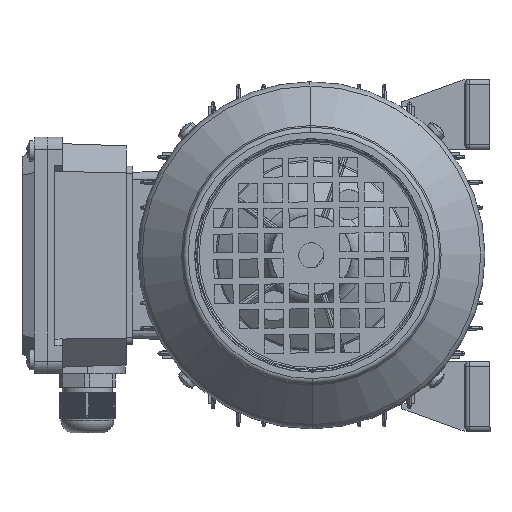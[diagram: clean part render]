
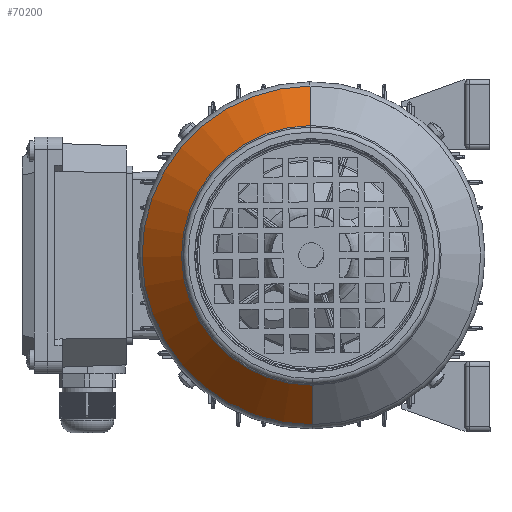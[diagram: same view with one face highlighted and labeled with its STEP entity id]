
A CAD part, left-side view. The second image highlights one B-rep face of the part: STEP entity #70200.
In plain terms, the highlighted conical face has half-angle 45 degrees and reference radius 51.586 mm.
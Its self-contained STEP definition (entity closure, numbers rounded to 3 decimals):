
#70030 = EDGE_CURVE ( 'NONE', #70035, #70219, #131794, .T. ) ;
#70035 = VERTEX_POINT ( 'NONE', #131780 ) ;
#70037 = ORIENTED_EDGE ( 'NONE', *, *, #70040, .F. ) ;
#70040 = EDGE_CURVE ( 'NONE', #70094, #70035, #131771, .T. ) ;
#70092 = VERTEX_POINT ( 'NONE', #131941 ) ;
#70094 = VERTEX_POINT ( 'NONE', #131940 ) ;
#70124 = EDGE_LOOP ( 'NONE', ( #70204, #70213, #70222, #70037 ) ) ;
#70200 = ADVANCED_FACE ( 'NONE', ( #132194 ), #132193, .T. ) ;
#70204 = ORIENTED_EDGE ( 'NONE', *, *, #70205, .T. ) ;
#70205 = EDGE_CURVE ( 'NONE', #70094, #70092, #132170, .T. ) ;
#70213 = ORIENTED_EDGE ( 'NONE', *, *, #70218, .T. ) ;
#70218 = EDGE_CURVE ( 'NONE', #70092, #70219, #132154, .T. ) ;
#70219 = VERTEX_POINT ( 'NONE', #132149 ) ;
#70222 = ORIENTED_EDGE ( 'NONE', *, *, #70030, .F. ) ;
#131768 = DIRECTION ( 'NONE',  ( -0.707, 0., 0.707 ) ) ;
#131769 = VECTOR ( 'NONE', #131768, 1000. ) ;
#131770 = CARTESIAN_POINT ( 'NONE',  ( 69.414, 0., 51.586 ) ) ;
#131771 = LINE ( 'NONE', #131770, #131769 ) ;
#131780 = CARTESIAN_POINT ( 'NONE',  ( 53.713, 0., 67.287 ) ) ;
#131782 = DIRECTION ( 'NONE',  ( 0., 0., 1. ) ) ;
#131784 = DIRECTION ( 'NONE',  ( -1., 0., 0. ) ) ;
#131786 = CARTESIAN_POINT ( 'NONE',  ( 53.713, 0., 0. ) ) ;
#131788 = AXIS2_PLACEMENT_3D ( 'NONE', #131786, #131784, #131782 ) ;
#131794 = CIRCLE ( 'NONE', #131788, 67.287 ) ;
#131940 = CARTESIAN_POINT ( 'NONE',  ( 69.414, 0., 51.586 ) ) ;
#131941 = CARTESIAN_POINT ( 'NONE',  ( 69.414, 0., -51.586 ) ) ;
#132149 = CARTESIAN_POINT ( 'NONE',  ( 53.713, 0., -67.287 ) ) ;
#132150 = DIRECTION ( 'NONE',  ( -0.707, 0., -0.707 ) ) ;
#132151 = VECTOR ( 'NONE', #132150, 1000. ) ;
#132153 = CARTESIAN_POINT ( 'NONE',  ( 69.414, 0., -51.586 ) ) ;
#132154 = LINE ( 'NONE', #132153, #132151 ) ;
#132166 = DIRECTION ( 'NONE',  ( 0., 0., 1. ) ) ;
#132167 = DIRECTION ( 'NONE',  ( -1., 0., 0. ) ) ;
#132168 = CARTESIAN_POINT ( 'NONE',  ( 69.414, 0., 0. ) ) ;
#132169 = AXIS2_PLACEMENT_3D ( 'NONE', #132168, #132167, #132166 ) ;
#132170 = CIRCLE ( 'NONE', #132169, 51.586 ) ;
#132187 = DIRECTION ( 'NONE',  ( 0., 0., 1. ) ) ;
#132188 = DIRECTION ( 'NONE',  ( -1., 0., 0. ) ) ;
#132189 = CARTESIAN_POINT ( 'NONE',  ( 69.414, 0., 0. ) ) ;
#132190 = AXIS2_PLACEMENT_3D ( 'NONE', #132189, #132188, #132187 ) ;
#132193 = CONICAL_SURFACE ( 'NONE', #132190, 51.586, 0.785 ) ;
#132194 = FACE_OUTER_BOUND ( 'NONE', #70124, .T. ) ;
